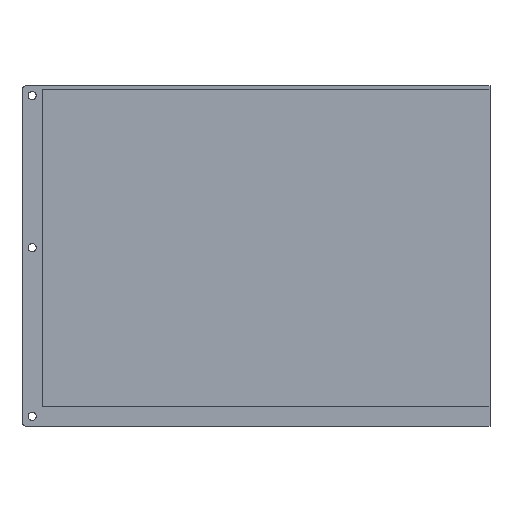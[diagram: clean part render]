
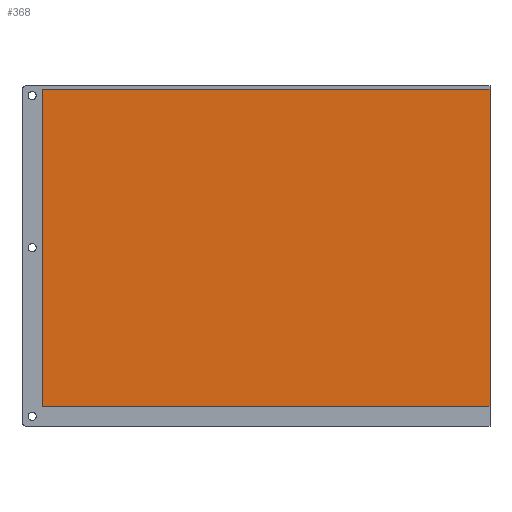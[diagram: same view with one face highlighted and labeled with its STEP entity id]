
A CAD part, top view. The second image highlights one B-rep face of the part: STEP entity #368.
In plain terms, the highlighted planar face has unit normal (0, 0, 1).
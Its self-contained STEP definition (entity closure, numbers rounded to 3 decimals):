
#32=PLANE('',#419);
#53=FACE_OUTER_BOUND('',#80,.T.);
#80=EDGE_LOOP('',(#311,#312,#313,#314));
#89=LINE('',#542,#121);
#95=LINE('',#553,#127);
#112=LINE('',#620,#144);
#113=LINE('',#621,#145);
#121=VECTOR('',#435,10.);
#127=VECTOR('',#443,10.);
#144=VECTOR('',#516,10.);
#145=VECTOR('',#517,10.);
#170=VERTEX_POINT('',#540);
#171=VERTEX_POINT('',#541);
#175=VERTEX_POINT('',#550);
#197=VERTEX_POINT('',#619);
#203=EDGE_CURVE('',#170,#171,#89,.T.);
#209=EDGE_CURVE('',#171,#175,#95,.T.);
#240=EDGE_CURVE('',#175,#197,#112,.T.);
#241=EDGE_CURVE('',#197,#170,#113,.T.);
#311=ORIENTED_EDGE('',*,*,#240,.F.);
#312=ORIENTED_EDGE('',*,*,#209,.F.);
#313=ORIENTED_EDGE('',*,*,#203,.F.);
#314=ORIENTED_EDGE('',*,*,#241,.F.);
#368=ADVANCED_FACE('',(#53),#32,.T.);
#419=AXIS2_PLACEMENT_3D('',#618,#514,#515);
#435=DIRECTION('',(0.,1.,0.));
#443=DIRECTION('',(1.,0.,0.));
#514=DIRECTION('center_axis',(0.,0.,1.));
#515=DIRECTION('ref_axis',(1.,0.,0.));
#516=DIRECTION('',(0.,-1.,0.));
#517=DIRECTION('',(-1.,0.,0.));
#540=CARTESIAN_POINT('',(0.,0.,3.));
#541=CARTESIAN_POINT('',(0.,138.125,3.));
#542=CARTESIAN_POINT('',(0.,34.531,3.));
#550=CARTESIAN_POINT('',(195.,138.125,3.));
#553=CARTESIAN_POINT('',(101.081,138.125,3.));
#618=CARTESIAN_POINT('Origin',(202.162,69.063,3.));
#619=CARTESIAN_POINT('',(195.,0.,3.));
#620=CARTESIAN_POINT('',(195.,67.25,3.));
#621=CARTESIAN_POINT('',(303.244,0.,3.));
